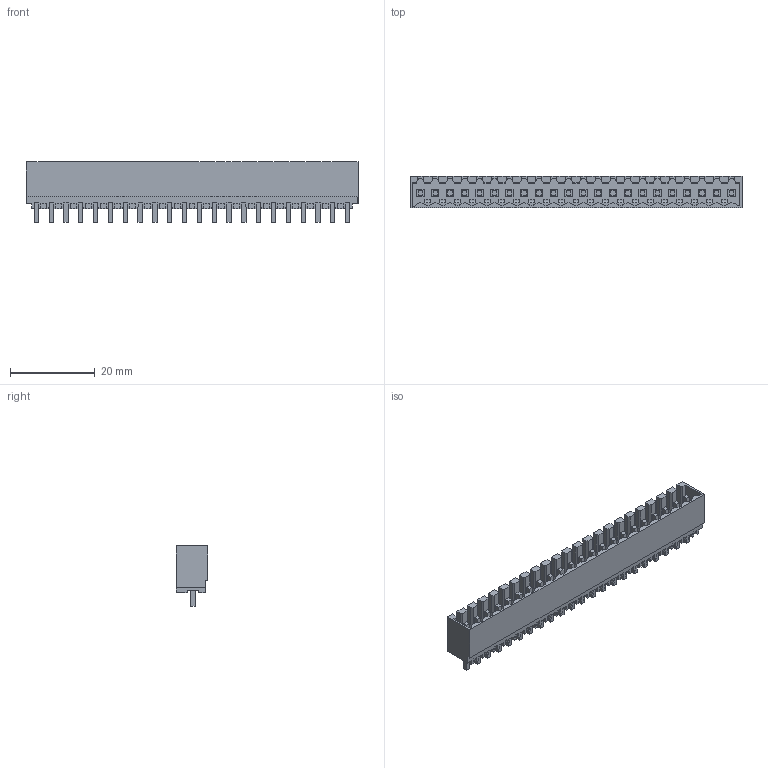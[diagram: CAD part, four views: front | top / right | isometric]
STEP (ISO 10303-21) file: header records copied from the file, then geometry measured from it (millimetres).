
FILE_DESCRIPTION(('CATIA V5 STEP Exchange','CAx-IF Rec.Pracs.--- Model Styling and Organization---1.2---2011-12-15'),'2;1');
FILE_NAME ('D1453681_0_1621840000_1621840000.stp','2018-03-12T07:14:05+00:00',('none'),('Weidmueller'),'CATIA Version 5-6 Release 2014','CATIA V5 STEP AP214','none');
FILE_SCHEMA(('AUTOMOTIVE_DESIGN { 1 0 10303 214 1 1 1 1 }'));
Length unit declared in the file: millimetre
Products named in the file (1): 1621840000
Bounding box: 78.4 x 7.45 x 14.25 mm (x, y, z)
Volume: 2529.6 mm3; surface area: 7078 mm2
Topology: 23 solids, 23 shells, 1304 faces, 3851 edges, 2636 vertices
Faces by surface type: plane 1282, cylinder 22
Entity records: 40910 total; most frequent: ORIENTED_EDGE 7702, CARTESIAN_POINT 7152, DIRECTION 5179, EDGE_CURVE 3851, VECTOR 3807, LINE 3807, VERTEX_POINT 2636, EDGE_LOOP 1391
